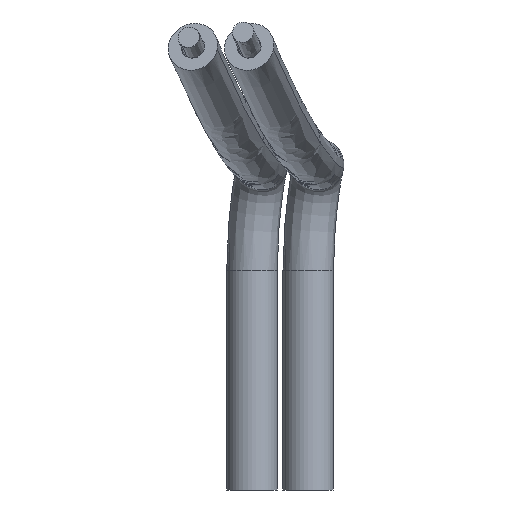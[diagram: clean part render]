
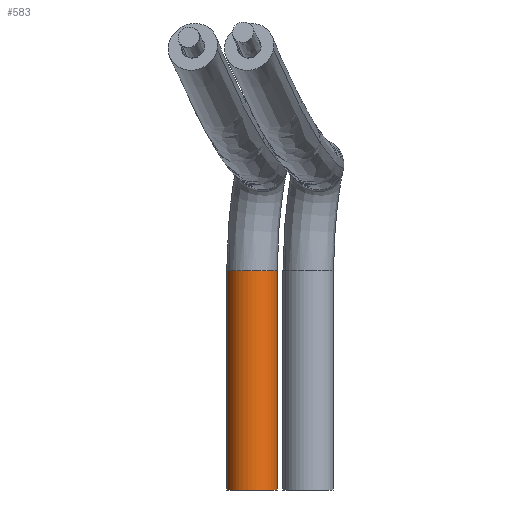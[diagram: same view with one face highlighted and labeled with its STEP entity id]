
A CAD part, left-side view. The second image highlights one B-rep face of the part: STEP entity #583.
In plain terms, the highlighted cylindrical face has radius 0.575 mm (diameter 1.15 mm), a full revolution.
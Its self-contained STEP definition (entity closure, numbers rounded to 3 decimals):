
#123=FACE_OUTER_BOUND('',#167,.T.);
#167=EDGE_LOOP('',(#450,#451,#452,#453,#454,#455));
#197=LINE('',#2258,#203);
#203=VECTOR('',#738,0.575);
#219=CIRCLE('',#646,0.575);
#220=CIRCLE('',#649,0.575);
#221=CIRCLE('',#650,0.575);
#222=CIRCLE('',#651,0.575);
#262=VERTEX_POINT('',#1857);
#265=VERTEX_POINT('',#2252);
#266=VERTEX_POINT('',#2253);
#267=VERTEX_POINT('',#2255);
#326=EDGE_CURVE('',#262,#262,#219,.T.);
#331=EDGE_CURVE('',#265,#266,#220,.T.);
#332=EDGE_CURVE('',#267,#265,#221,.T.);
#333=EDGE_CURVE('',#266,#267,#222,.T.);
#334=EDGE_CURVE('',#266,#262,#197,.T.);
#450=ORIENTED_EDGE('',*,*,#331,.F.);
#451=ORIENTED_EDGE('',*,*,#332,.F.);
#452=ORIENTED_EDGE('',*,*,#333,.F.);
#453=ORIENTED_EDGE('',*,*,#334,.T.);
#454=ORIENTED_EDGE('',*,*,#326,.F.);
#455=ORIENTED_EDGE('',*,*,#334,.F.);
#563=CYLINDRICAL_SURFACE('',#648,0.575);
#583=ADVANCED_FACE('',(#123),#563,.T.);
#646=AXIS2_PLACEMENT_3D('',#1858,#726,#727);
#648=AXIS2_PLACEMENT_3D('',#2251,#730,#731);
#649=AXIS2_PLACEMENT_3D('',#2254,#732,#733);
#650=AXIS2_PLACEMENT_3D('',#2256,#734,#735);
#651=AXIS2_PLACEMENT_3D('',#2257,#736,#737);
#726=DIRECTION('center_axis',(0.,0.,-1.));
#727=DIRECTION('ref_axis',(-0.868,0.497,0.));
#730=DIRECTION('center_axis',(0.,0.,1.));
#731=DIRECTION('ref_axis',(0.868,-0.497,0.));
#732=DIRECTION('center_axis',(0.,0.,1.));
#733=DIRECTION('ref_axis',(0.868,-0.497,0.));
#734=DIRECTION('center_axis',(0.,0.,1.));
#735=DIRECTION('ref_axis',(0.868,-0.497,0.));
#736=DIRECTION('center_axis',(0.,0.,1.));
#737=DIRECTION('ref_axis',(0.868,-0.497,0.));
#738=DIRECTION('',(0.,0.,-1.));
#1857=CARTESIAN_POINT('',(-6.569,1.097,4.945));
#1858=CARTESIAN_POINT('Origin',(-6.07,0.811,4.945));
#2251=CARTESIAN_POINT('Origin',(-6.07,0.811,7.445));
#2252=CARTESIAN_POINT('',(-6.072,1.386,9.945));
#2253=CARTESIAN_POINT('',(-6.569,1.097,9.945));
#2254=CARTESIAN_POINT('Origin',(-6.07,0.811,9.945));
#2255=CARTESIAN_POINT('',(-6.068,0.236,9.945));
#2256=CARTESIAN_POINT('Origin',(-6.07,0.811,9.945));
#2257=CARTESIAN_POINT('Origin',(-6.07,0.811,9.945));
#2258=CARTESIAN_POINT('',(-6.569,1.097,7.445));
